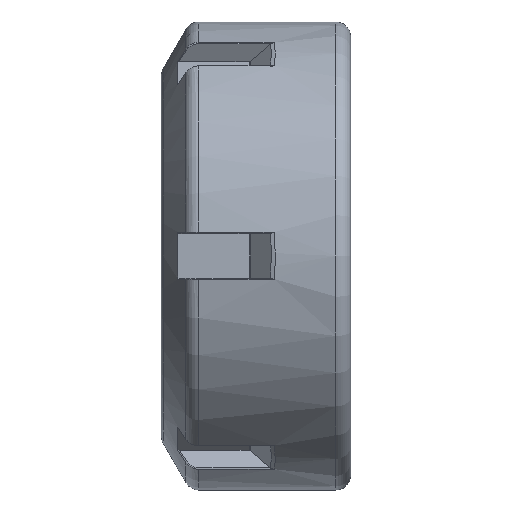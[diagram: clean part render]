
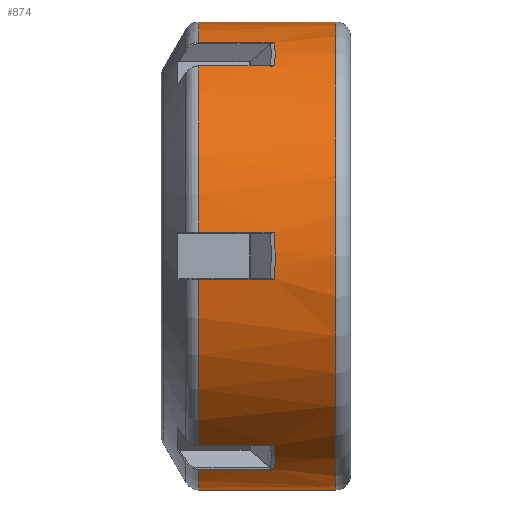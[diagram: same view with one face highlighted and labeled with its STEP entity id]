
A CAD part, front view. The second image highlights one B-rep face of the part: STEP entity #874.
In plain terms, the highlighted cylindrical face has radius 31.5 mm (diameter 63 mm), a partial arc.
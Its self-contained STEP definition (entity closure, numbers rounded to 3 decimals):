
#57 = CARTESIAN_POINT ( 'NONE',  ( 15.186, -12.98, -28.701 ) ) ;
#74 = CARTESIAN_POINT ( 'NONE',  ( 5.052, -12.899, 28.738 ) ) ;
#102 = CARTESIAN_POINT ( 'NONE',  ( 5.052, 0., -31.5 ) ) ;
#431 = CARTESIAN_POINT ( 'NONE',  ( 23.5, 0., 31.5 ) ) ;
#474 = CARTESIAN_POINT ( 'NONE',  ( 23.5, 0., -31.5 ) ) ;
#477 = CARTESIAN_POINT ( 'NONE',  ( 5.052, -31.346, -3.109 ) ) ;
#486 = CARTESIAN_POINT ( 'NONE',  ( 15.177, -18.438, -25.54 ) ) ;
#488 = CARTESIAN_POINT ( 'NONE',  ( 15.177, -12.899, 28.738 ) ) ;
#499 = CARTESIAN_POINT ( 'NONE',  ( 5.052, -31.337, 3.198 ) ) ;
#504 = CARTESIAN_POINT ( 'NONE',  ( 15.177, -31.337, 3.198 ) ) ;
#509 = CARTESIAN_POINT ( 'NONE',  ( 15.186, -31.346, -3.109 ) ) ;
#513 = CARTESIAN_POINT ( 'NONE',  ( 5.052, -12.98, -28.701 ) ) ;
#534 = CARTESIAN_POINT ( 'NONE',  ( 5.052, -18.438, -25.54 ) ) ;
#535 = CARTESIAN_POINT ( 'NONE',  ( 5.052, -18.366, 25.592 ) ) ;
#546 = CARTESIAN_POINT ( 'NONE',  ( 15.186, -18.366, 25.592 ) ) ;
#618 = B_SPLINE_CURVE_WITH_KNOTS ( 'NONE', 3,
 ( #6401, #6415, #6382, #6402 ),
 .UNSPECIFIED., .F., .F.,
 ( 4, 4 ),
 ( 0., 1. ),
 .UNSPECIFIED. ) ;
#664 = B_SPLINE_CURVE_WITH_KNOTS ( 'NONE', 3,
 ( #7095, #7097, #7099, #7102 ),
 .UNSPECIFIED., .F., .F.,
 ( 4, 4 ),
 ( 0., 1. ),
 .UNSPECIFIED. ) ;
#704 = B_SPLINE_CURVE_WITH_KNOTS ( 'NONE', 3,
 ( #6673, #6684, #6677, #6704 ),
 .UNSPECIFIED., .F., .F.,
 ( 4, 4 ),
 ( 0., 1. ),
 .UNSPECIFIED. ) ;
#874 = ADVANCED_FACE ( 'NONE', ( #4137 ), #4141, .T. ) ;
#924 = VERTEX_POINT ( 'NONE', #5282 ) ;
#989 = EDGE_CURVE ( 'NONE', #1530, #3607, #3921, .T. ) ;
#1012 = EDGE_CURVE ( 'NONE', #1521, #924, #3982, .T. ) ;
#1024 = EDGE_CURVE ( 'NONE', #2304, #2319, #3952, .T. ) ;
#1025 = EDGE_CURVE ( 'NONE', #2447, #2312, #3958, .T. ) ;
#1026 = EDGE_CURVE ( 'NONE', #1530, #1521, #3991, .T. ) ;
#1029 = EDGE_CURVE ( 'NONE', #3585, #924, #3986, .T. ) ;
#1033 = EDGE_CURVE ( 'NONE', #2295, #2319, #3965, .T. ) ;
#1034 = EDGE_CURVE ( 'NONE', #3585, #2293, #3973, .T. ) ;
#1035 = EDGE_CURVE ( 'NONE', #2293, #2447, #618, .T. ) ;
#1036 = EDGE_CURVE ( 'NONE', #2295, #2408, #4002, .T. ) ;
#1049 = EDGE_CURVE ( 'NONE', #2298, #2312, #4000, .T. ) ;
#1065 = EDGE_CURVE ( 'NONE', #2459, #2425, #3983, .T. ) ;
#1071 = EDGE_CURVE ( 'NONE', #2298, #2292, #3962, .T. ) ;
#1073 = EDGE_CURVE ( 'NONE', #2292, #2304, #704, .T. ) ;
#1116 = EDGE_CURVE ( 'NONE', #3607, #2425, #6877, .T. ) ;
#1122 = EDGE_CURVE ( 'NONE', #2408, #2459, #664, .T. ) ;
#1365 = AXIS2_PLACEMENT_3D ( 'NONE', #5223, #5221, #5231 ) ;
#1406 = AXIS2_PLACEMENT_3D ( 'NONE', #6403, #6429, #6425 ) ;
#1420 = AXIS2_PLACEMENT_3D ( 'NONE', #5826, #5827, #5848 ) ;
#1427 = AXIS2_PLACEMENT_3D ( 'NONE', #6532, #6537, #6516 ) ;
#1437 = AXIS2_PLACEMENT_3D ( 'NONE', #5858, #5844, #5851 ) ;
#1472 = AXIS2_PLACEMENT_3D ( 'NONE', #7107, #7065, #7089 ) ;
#1521 = VERTEX_POINT ( 'NONE', #431 ) ;
#1530 = VERTEX_POINT ( 'NONE', #474 ) ;
#1876 = ORIENTED_EDGE ( 'NONE', *, *, #1026, .T. ) ;
#1883 = ORIENTED_EDGE ( 'NONE', *, *, #1049, .F. ) ;
#1895 = ORIENTED_EDGE ( 'NONE', *, *, #1012, .T. ) ;
#1896 = ORIENTED_EDGE ( 'NONE', *, *, #1034, .T. ) ;
#1897 = ORIENTED_EDGE ( 'NONE', *, *, #1035, .T. ) ;
#1903 = ORIENTED_EDGE ( 'NONE', *, *, #1073, .T. ) ;
#1909 = ORIENTED_EDGE ( 'NONE', *, *, #1033, .F. ) ;
#1910 = ORIENTED_EDGE ( 'NONE', *, *, #1116, .F. ) ;
#1917 = ORIENTED_EDGE ( 'NONE', *, *, #1025, .T. ) ;
#1925 = ORIENTED_EDGE ( 'NONE', *, *, #1024, .T. ) ;
#1932 = ORIENTED_EDGE ( 'NONE', *, *, #1122, .T. ) ;
#1944 = ORIENTED_EDGE ( 'NONE', *, *, #1029, .F. ) ;
#1954 = ORIENTED_EDGE ( 'NONE', *, *, #1036, .T. ) ;
#1959 = ORIENTED_EDGE ( 'NONE', *, *, #1065, .T. ) ;
#1960 = ORIENTED_EDGE ( 'NONE', *, *, #1071, .T. ) ;
#1963 = ORIENTED_EDGE ( 'NONE', *, *, #989, .F. ) ;
#2292 = VERTEX_POINT ( 'NONE', #504 ) ;
#2293 = VERTEX_POINT ( 'NONE', #488 ) ;
#2295 = VERTEX_POINT ( 'NONE', #534 ) ;
#2298 = VERTEX_POINT ( 'NONE', #499 ) ;
#2304 = VERTEX_POINT ( 'NONE', #509 ) ;
#2312 = VERTEX_POINT ( 'NONE', #535 ) ;
#2319 = VERTEX_POINT ( 'NONE', #477 ) ;
#2408 = VERTEX_POINT ( 'NONE', #486 ) ;
#2425 = VERTEX_POINT ( 'NONE', #513 ) ;
#2447 = VERTEX_POINT ( 'NONE', #546 ) ;
#2459 = VERTEX_POINT ( 'NONE', #57 ) ;
#2589 = EDGE_LOOP ( 'NONE', ( #1963, #1876, #1895, #1944, #1896, #1897, #1917, #1883, #1960, #1903, #1925, #1909, #1954, #1932, #1959, #1910 ) ) ;
#3585 = VERTEX_POINT ( 'NONE', #74 ) ;
#3607 = VERTEX_POINT ( 'NONE', #102 ) ;
#3921 = LINE ( 'NONE', #6044, #3941 ) ;
#3941 = VECTOR ( 'NONE', #6045, 1000. ) ;
#3946 = VECTOR ( 'NONE', #6430, 1000. ) ;
#3952 = LINE ( 'NONE', #5807, #4003 ) ;
#3958 = LINE ( 'NONE', #5836, #3999 ) ;
#3962 = LINE ( 'NONE', #6613, #3963 ) ;
#3963 = VECTOR ( 'NONE', #6691, 1000. ) ;
#3965 = CIRCLE ( 'NONE', #1406, 31.5 ) ;
#3973 = LINE ( 'NONE', #6424, #3974 ) ;
#3974 = VECTOR ( 'NONE', #6395, 1000. ) ;
#3982 = LINE ( 'NONE', #5733, #3993 ) ;
#3983 = LINE ( 'NONE', #6650, #3984 ) ;
#3984 = VECTOR ( 'NONE', #6635, 1000. ) ;
#3986 = CIRCLE ( 'NONE', #1437, 31.5 ) ;
#3991 = CIRCLE ( 'NONE', #1420, 31.5 ) ;
#3993 = VECTOR ( 'NONE', #5718, 1000. ) ;
#3999 = VECTOR ( 'NONE', #5838, 1000. ) ;
#4000 = CIRCLE ( 'NONE', #1427, 31.5 ) ;
#4002 = LINE ( 'NONE', #6411, #3946 ) ;
#4003 = VECTOR ( 'NONE', #5764, 1000. ) ;
#4137 = FACE_OUTER_BOUND ( 'NONE', #2589, .T. ) ;
#4141 = CYLINDRICAL_SURFACE ( 'NONE', #1365, 31.5 ) ;
#5221 = DIRECTION ( 'NONE',  ( -1., 0., 0. ) ) ;
#5223 = CARTESIAN_POINT ( 'NONE',  ( 0., 0., 0. ) ) ;
#5231 = DIRECTION ( 'NONE',  ( 0., 0., 1. ) ) ;
#5282 = CARTESIAN_POINT ( 'NONE',  ( 5.052, 0., 31.5 ) ) ;
#5718 = DIRECTION ( 'NONE',  ( -1., 0., 0. ) ) ;
#5733 = CARTESIAN_POINT ( 'NONE',  ( 0., 0., 31.5 ) ) ;
#5764 = DIRECTION ( 'NONE',  ( -1., 0., 0. ) ) ;
#5807 = CARTESIAN_POINT ( 'NONE',  ( 0., -31.346, -3.109 ) ) ;
#5826 = CARTESIAN_POINT ( 'NONE',  ( 23.5, 0., 0. ) ) ;
#5827 = DIRECTION ( 'NONE',  ( -1., 0., 0. ) ) ;
#5836 = CARTESIAN_POINT ( 'NONE',  ( 0., -18.366, 25.592 ) ) ;
#5838 = DIRECTION ( 'NONE',  ( -1., 0., 0. ) ) ;
#5844 = DIRECTION ( 'NONE',  ( -1., 0., 0. ) ) ;
#5848 = DIRECTION ( 'NONE',  ( 0., 0., 1. ) ) ;
#5851 = DIRECTION ( 'NONE',  ( 0., 0., 1. ) ) ;
#5858 = CARTESIAN_POINT ( 'NONE',  ( 5.052, 0., 0. ) ) ;
#6044 = CARTESIAN_POINT ( 'NONE',  ( 0., 0., -31.5 ) ) ;
#6045 = DIRECTION ( 'NONE',  ( -1., 0., 0. ) ) ;
#6382 = CARTESIAN_POINT ( 'NONE',  ( 15.389, -16.653, 26.821 ) ) ;
#6395 = DIRECTION ( 'NONE',  ( 1., 0., 0. ) ) ;
#6401 = CARTESIAN_POINT ( 'NONE',  ( 15.177, -12.899, 28.738 ) ) ;
#6402 = CARTESIAN_POINT ( 'NONE',  ( 15.186, -18.366, 25.592 ) ) ;
#6403 = CARTESIAN_POINT ( 'NONE',  ( 5.052, 0., 0. ) ) ;
#6411 = CARTESIAN_POINT ( 'NONE',  ( 0., -18.438, -25.54 ) ) ;
#6415 = CARTESIAN_POINT ( 'NONE',  ( 15.387, -14.822, 27.875 ) ) ;
#6424 = CARTESIAN_POINT ( 'NONE',  ( 0., -12.899, 28.738 ) ) ;
#6425 = DIRECTION ( 'NONE',  ( 0., 0., 1. ) ) ;
#6429 = DIRECTION ( 'NONE',  ( -1., 0., 0. ) ) ;
#6430 = DIRECTION ( 'NONE',  ( 1., 0., 0. ) ) ;
#6516 = DIRECTION ( 'NONE',  ( 0., 0., 1. ) ) ;
#6532 = CARTESIAN_POINT ( 'NONE',  ( 5.052, 0., 0. ) ) ;
#6537 = DIRECTION ( 'NONE',  ( -1., 0., 0. ) ) ;
#6613 = CARTESIAN_POINT ( 'NONE',  ( 0., -31.337, 3.198 ) ) ;
#6635 = DIRECTION ( 'NONE',  ( -1., 0., 0. ) ) ;
#6650 = CARTESIAN_POINT ( 'NONE',  ( 0., -12.98, -28.701 ) ) ;
#6673 = CARTESIAN_POINT ( 'NONE',  ( 15.177, -31.337, 3.198 ) ) ;
#6677 = CARTESIAN_POINT ( 'NONE',  ( 15.389, -31.554, -1.012 ) ) ;
#6684 = CARTESIAN_POINT ( 'NONE',  ( 15.387, -31.551, 1.101 ) ) ;
#6691 = DIRECTION ( 'NONE',  ( 1., 0., 0. ) ) ;
#6704 = CARTESIAN_POINT ( 'NONE',  ( 15.186, -31.346, -3.109 ) ) ;
#6877 = CIRCLE ( 'NONE', #1472, 31.5 ) ;
#7065 = DIRECTION ( 'NONE',  ( -1., 0., 0. ) ) ;
#7089 = DIRECTION ( 'NONE',  ( 0., 0., 1. ) ) ;
#7095 = CARTESIAN_POINT ( 'NONE',  ( 15.177, -18.438, -25.54 ) ) ;
#7097 = CARTESIAN_POINT ( 'NONE',  ( 15.387, -16.729, -26.774 ) ) ;
#7099 = CARTESIAN_POINT ( 'NONE',  ( 15.389, -14.901, -27.833 ) ) ;
#7102 = CARTESIAN_POINT ( 'NONE',  ( 15.186, -12.98, -28.701 ) ) ;
#7107 = CARTESIAN_POINT ( 'NONE',  ( 5.052, 0., 0. ) ) ;
